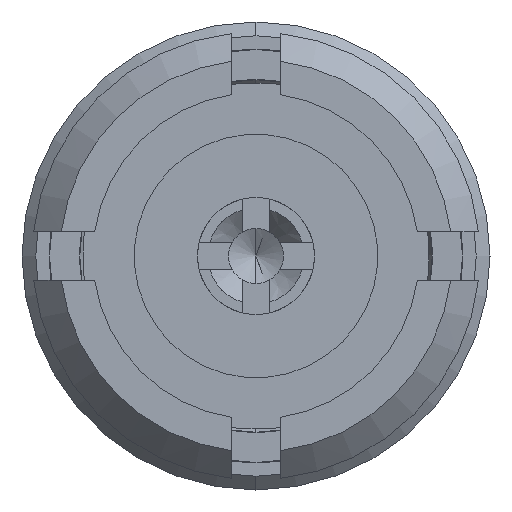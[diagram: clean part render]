
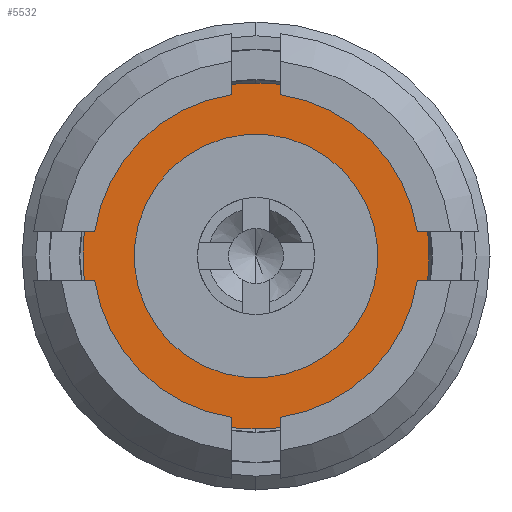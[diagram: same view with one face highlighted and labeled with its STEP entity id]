
A CAD part, left-side view. The second image highlights one B-rep face of the part: STEP entity #5532.
In plain terms, the highlighted face is planar.
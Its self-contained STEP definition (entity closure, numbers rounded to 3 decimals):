
#221 = CARTESIAN_POINT ( 'NONE',  ( -0.882, -0.077, 12.825 ) ) ;
#566 = EDGE_LOOP ( 'NONE', ( #3206, #2354 ) ) ;
#770 = DIRECTION ( 'NONE',  ( 0., 0., -1. ) ) ;
#1083 = EDGE_CURVE ( 'NONE', #5299, #2169, #2636, .T. ) ;
#1174 = CIRCLE ( 'NONE', #5557, 0.885 ) ;
#1284 = EDGE_CURVE ( 'NONE', #2381, #6558, #1174, .T. ) ;
#1315 = DIRECTION ( 'NONE',  ( 0.996, 0.087, 0. ) ) ;
#1331 = DIRECTION ( 'NONE',  ( 0., 0., 1. ) ) ;
#1830 = DIRECTION ( 'NONE',  ( 0.996, 0.087, 0. ) ) ;
#2169 = VERTEX_POINT ( 'NONE', #6349 ) ;
#2309 = DIRECTION ( 'NONE',  ( -0.996, -0.087, 0. ) ) ;
#2321 = CARTESIAN_POINT ( 'NONE',  ( 0., 0., 12.825 ) ) ;
#2354 = ORIENTED_EDGE ( 'NONE', *, *, #1083, .T. ) ;
#2381 = VERTEX_POINT ( 'NONE', #221 ) ;
#2517 = DIRECTION ( 'NONE',  ( 0., 0., 1. ) ) ;
#2636 = CIRCLE ( 'NONE', #3121, 1.26 ) ;
#2873 = CARTESIAN_POINT ( 'NONE',  ( 0., 0., 12.825 ) ) ;
#3121 = AXIS2_PLACEMENT_3D ( 'NONE', #2321, #1331, #1830 ) ;
#3206 = ORIENTED_EDGE ( 'NONE', *, *, #4452, .T. ) ;
#3236 = AXIS2_PLACEMENT_3D ( 'NONE', #2873, #5945, #1315 ) ;
#3556 = EDGE_LOOP ( 'NONE', ( #6154, #5342 ) ) ;
#3570 = DIRECTION ( 'NONE',  ( 0.996, 0.087, 0. ) ) ;
#3836 = FACE_OUTER_BOUND ( 'NONE', #566, .T. ) ;
#4111 = CIRCLE ( 'NONE', #3236, 0.885 ) ;
#4446 = CARTESIAN_POINT ( 'NONE',  ( 0., 0., 12.825 ) ) ;
#4452 = EDGE_CURVE ( 'NONE', #2169, #5299, #5534, .T. ) ;
#4503 = DIRECTION ( 'NONE',  ( 0., 0., 1. ) ) ;
#4543 = CARTESIAN_POINT ( 'NONE',  ( 0., 0., 12.825 ) ) ;
#4646 = CARTESIAN_POINT ( 'NONE',  ( -1.255, -0.11, 12.825 ) ) ;
#4657 = CARTESIAN_POINT ( 'NONE',  ( 0.882, 0.077, 12.825 ) ) ;
#5002 = DIRECTION ( 'NONE',  ( 0.996, 0.087, 0. ) ) ;
#5299 = VERTEX_POINT ( 'NONE', #4646 ) ;
#5342 = ORIENTED_EDGE ( 'NONE', *, *, #1284, .F. ) ;
#5532 = ADVANCED_FACE ( 'NONE', ( #6541, #3836 ), #5871, .F. ) ;
#5534 = CIRCLE ( 'NONE', #5942, 1.26 ) ;
#5557 = AXIS2_PLACEMENT_3D ( 'NONE', #4446, #4503, #5002 ) ;
#5871 = PLANE ( 'NONE',  #5991 ) ;
#5930 = CARTESIAN_POINT ( 'NONE',  ( -0.11, 1.255, 12.825 ) ) ;
#5942 = AXIS2_PLACEMENT_3D ( 'NONE', #4543, #2517, #3570 ) ;
#5945 = DIRECTION ( 'NONE',  ( 0., 0., 1. ) ) ;
#5991 = AXIS2_PLACEMENT_3D ( 'NONE', #5930, #770, #2309 ) ;
#6154 = ORIENTED_EDGE ( 'NONE', *, *, #6341, .F. ) ;
#6341 = EDGE_CURVE ( 'NONE', #6558, #2381, #4111, .T. ) ;
#6349 = CARTESIAN_POINT ( 'NONE',  ( 1.255, 0.11, 12.825 ) ) ;
#6541 = FACE_BOUND ( 'NONE', #3556, .T. ) ;
#6558 = VERTEX_POINT ( 'NONE', #4657 ) ;
